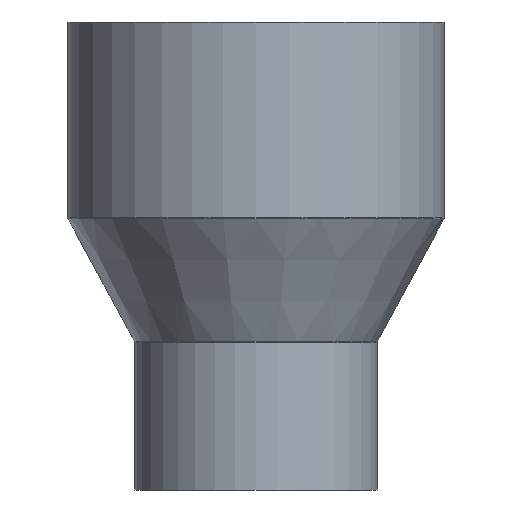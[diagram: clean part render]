
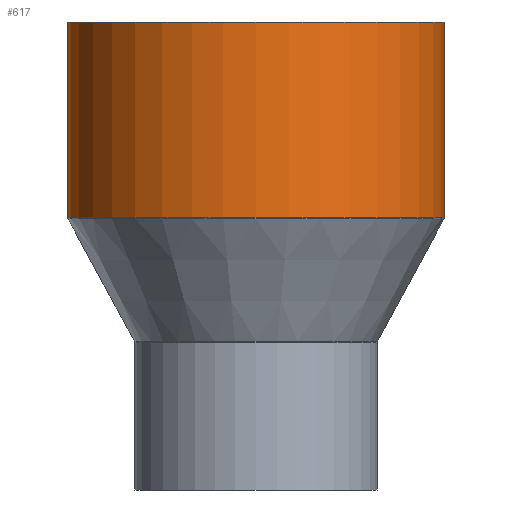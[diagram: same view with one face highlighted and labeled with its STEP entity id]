
A CAD part, front view. The second image highlights one B-rep face of the part: STEP entity #617.
In plain terms, the highlighted cylindrical face has radius 140 mm (diameter 280 mm), a partial arc.
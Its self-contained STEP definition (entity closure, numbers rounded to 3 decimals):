
#22 = VERTEX_POINT ( 'NONE', #476 ) ;
#34 = LINE ( 'NONE', #522, #470 ) ;
#53 = DIRECTION ( 'NONE',  ( -1., 0., 0. ) ) ;
#72 = VERTEX_POINT ( 'NONE', #536 ) ;
#108 = DIRECTION ( 'NONE',  ( 0., 0., -1. ) ) ;
#112 = VECTOR ( 'NONE', #258, 1000. ) ;
#165 = EDGE_CURVE ( 'NONE', #651, #22, #398, .T. ) ;
#200 = VERTEX_POINT ( 'NONE', #598 ) ;
#210 = AXIS2_PLACEMENT_3D ( 'NONE', #261, #108, #215 ) ;
#215 = DIRECTION ( 'NONE',  ( -1., 0., 0. ) ) ;
#235 = EDGE_CURVE ( 'NONE', #651, #200, #504, .T. ) ;
#253 = EDGE_LOOP ( 'NONE', ( #296, #488, #634, #392 ) ) ;
#258 = DIRECTION ( 'NONE',  ( 0., 0., -1. ) ) ;
#260 = CYLINDRICAL_SURFACE ( 'NONE', #412, 140. ) ;
#261 = CARTESIAN_POINT ( 'NONE',  ( 0., 0., 41.08 ) ) ;
#282 = EDGE_CURVE ( 'NONE', #200, #72, #411, .T. ) ;
#288 = CARTESIAN_POINT ( 'NONE',  ( 0., 0., 186.572 ) ) ;
#293 = CARTESIAN_POINT ( 'NONE',  ( 140., 0., 186.572 ) ) ;
#296 = ORIENTED_EDGE ( 'NONE', *, *, #235, .F. ) ;
#304 = FACE_OUTER_BOUND ( 'NONE', #253, .T. ) ;
#359 = CARTESIAN_POINT ( 'NONE',  ( 0., 0., -16.533 ) ) ;
#378 = EDGE_CURVE ( 'NONE', #22, #72, #34, .T. ) ;
#392 = ORIENTED_EDGE ( 'NONE', *, *, #282, .F. ) ;
#398 = CIRCLE ( 'NONE', #485, 140. ) ;
#411 = CIRCLE ( 'NONE', #210, 140. ) ;
#412 = AXIS2_PLACEMENT_3D ( 'NONE', #359, #613, #53 ) ;
#441 = DIRECTION ( 'NONE',  ( 0., 0., -1. ) ) ;
#449 = DIRECTION ( 'NONE',  ( -1., 0., 0. ) ) ;
#470 = VECTOR ( 'NONE', #441, 1000. ) ;
#476 = CARTESIAN_POINT ( 'NONE',  ( -140., 0., 186.572 ) ) ;
#485 = AXIS2_PLACEMENT_3D ( 'NONE', #288, #491, #449 ) ;
#488 = ORIENTED_EDGE ( 'NONE', *, *, #165, .T. ) ;
#491 = DIRECTION ( 'NONE',  ( 0., 0., -1. ) ) ;
#504 = LINE ( 'NONE', #556, #112 ) ;
#522 = CARTESIAN_POINT ( 'NONE',  ( -140., 0., -16.533 ) ) ;
#536 = CARTESIAN_POINT ( 'NONE',  ( -140., 0., 41.08 ) ) ;
#556 = CARTESIAN_POINT ( 'NONE',  ( 140., 0., -16.533 ) ) ;
#598 = CARTESIAN_POINT ( 'NONE',  ( 140., 0., 41.08 ) ) ;
#613 = DIRECTION ( 'NONE',  ( 0., 0., -1. ) ) ;
#617 = ADVANCED_FACE ( 'NONE', ( #304 ), #260, .T. ) ;
#634 = ORIENTED_EDGE ( 'NONE', *, *, #378, .T. ) ;
#651 = VERTEX_POINT ( 'NONE', #293 ) ;
